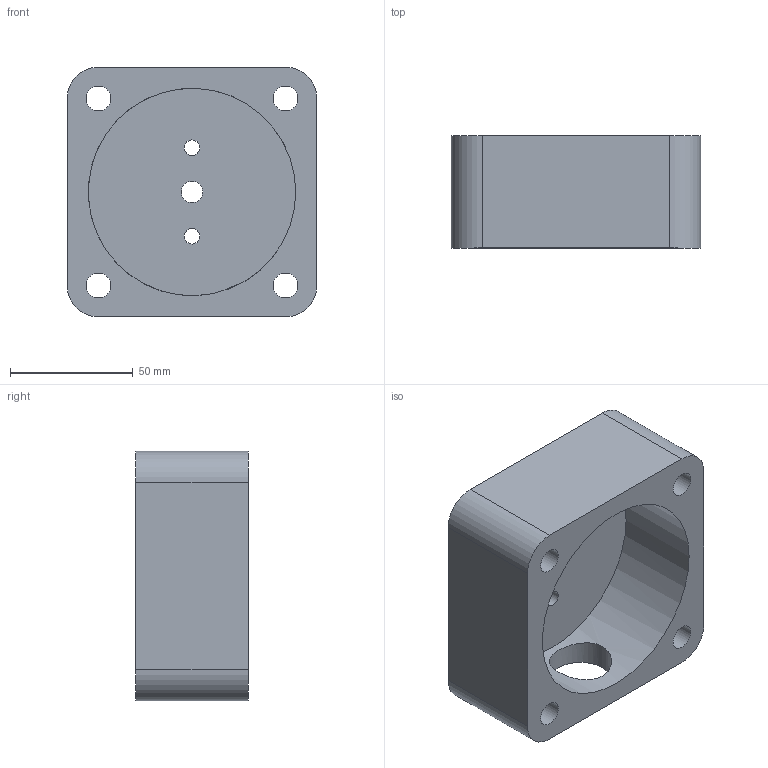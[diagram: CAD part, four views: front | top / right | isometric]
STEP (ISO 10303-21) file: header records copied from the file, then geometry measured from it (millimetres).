
FILE_DESCRIPTION(/* description */ (''),/* implementation_level */ '2;1');
FILE_NAME(/* name */ 'Air Zone.stp',/* time_stamp */ '2020-03-23T22:28:11-04:00',/* author */ ('emile'),/* organization */ (''),/* preprocessor_version */ 'ST-DEVELOPER v16.13',/* originating_system */ 'Autodesk Inventor 2018',/* authorisation */ '');
FILE_SCHEMA (('AUTOMOTIVE_DESIGN { 1 0 10303 214 3 1 1 }'));
Length unit declared in the file: inch
Products named in the file (1): Air Zone
Bounding box: 101.6 x 45.77 x 101.6 mm (x, y, z)
Volume: 242682.6 mm3; surface area: 52888.1 mm2
Topology: 1 solids, 1 shells, 20 faces, 53 edges, 36 vertices
Faces by surface type: cylinder 13, plane 7
Full cylindrical faces by diameter (mm): 6.35 x2, 8.731 x1, 10.084 x4, 25.4 x1, 84.455 x1
Entity records: 739 total; most frequent: CARTESIAN_POINT 190, DIRECTION 108, ORIENTED_EDGE 84, EDGE_LOOP 46, AXIS2_PLACEMENT_3D 46, EDGE_CURVE 42, VERTEX_POINT 34, FACE_BOUND 26
